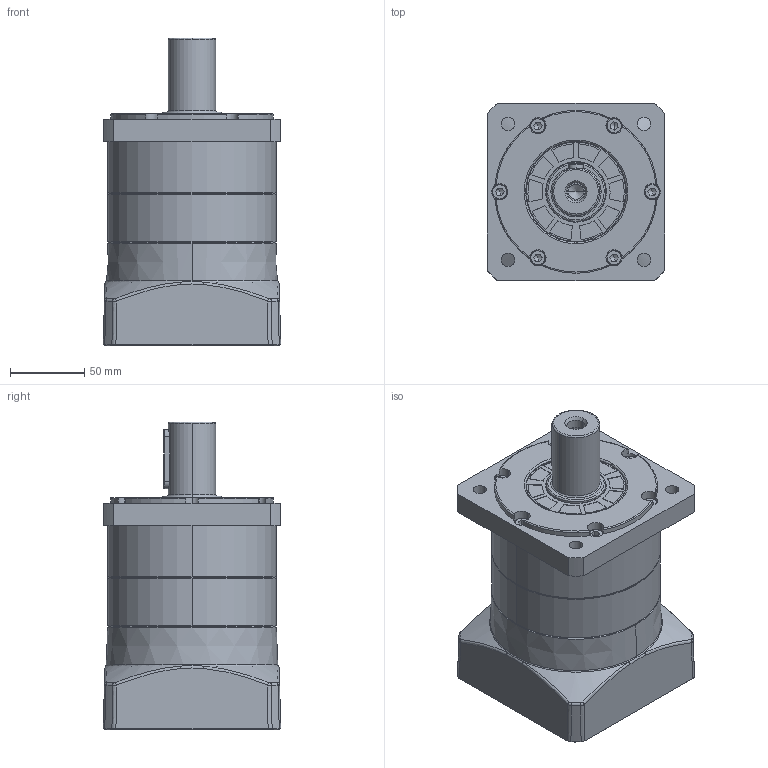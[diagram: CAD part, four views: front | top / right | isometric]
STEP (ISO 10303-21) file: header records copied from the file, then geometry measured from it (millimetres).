
FILE_DESCRIPTION (( 'STEP AP214' ), '1' );
FILE_NAME ('FB-120-L1-P2-¦µ24-¦µ95-¦µ115-M6-59-C32.STEP', '2024-01-05T01:08:52', ( 'admin' ), ( '' ), 'SwSTEP 2.0', 'SolidWorks 2013', '' );
FILE_SCHEMA (( 'AUTOMOTIVE_DESIGN' ));
Length unit declared in the file: millimetre
Products named in the file (9): FB-120-L1-P2-朴24-朴95-朴115-M6-59-C32; 单边锁输入轴FB120-24（带螺丝）; 镂空输入法兰FB120-95x70xM6(115); 怀堤傷褲极FB120; A倰す瑩10X40; 怀堤俴陎殤FB120-C32; M6樓粟菜; 内齿圈FB120-D108; FBK嘎殤蚐猾 KG40x68x5
Assembly tree (19 placements, depth 2):
  FB-120-L1-P2-朴24-朴95-朴115-M6-59-C32
    FBK嘎殤蚐猾 KG40x68x5
    内齿圈FB120-D108
    M6樓粟菜  x12
    怀堤俴陎殤FB120-C32
    A倰す瑩10X40
    怀堤傷褲极FB120
    镂空输入法兰FB120-95x70xM6(115)
    单边锁输入轴FB120-24（带螺丝）
Bounding box: 120 x 120 x 208 mm (x, y, z)
Volume: 1492714 mm3; surface area: 244293 mm2
Topology: 8 solids, 33 shells, 1240 faces, 2993 edges, 1830 vertices
Faces by surface type: plane 344, bspline 285, cylinder 276, cone 186, torus 89, sphere 60
Entity records: 43739 total; most frequent: CARTESIAN_POINT 22887, ORIENTED_EDGE 4615, DIRECTION 3797, EDGE_CURVE 2311, AXIS2_PLACEMENT_3D 1574, VERTEX_POINT 1400, EDGE_LOOP 1062, ADVANCED_FACE 976
